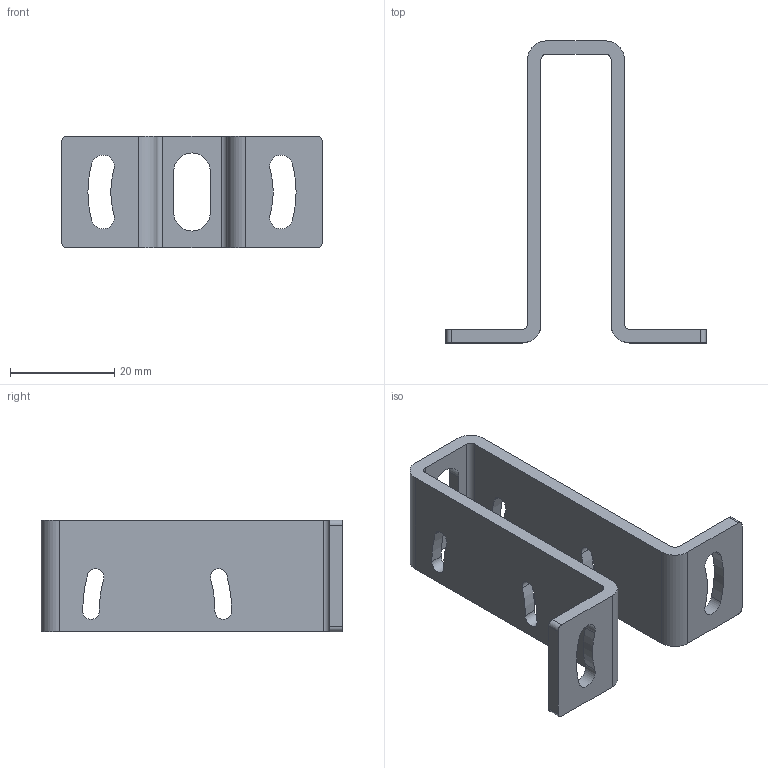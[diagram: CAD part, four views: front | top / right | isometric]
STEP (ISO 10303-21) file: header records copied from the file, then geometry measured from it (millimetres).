
FILE_DESCRIPTION((''),'2;1');
FILE_NAME('CAD-6782','2019-11-07T08:07:31',('creinig-se'),(''),'CREO PARAMETRIC BY PTC INC, 2018420','CREO PARAMETRIC BY PTC INC, 2018420','');
FILE_SCHEMA(('CONFIG_CONTROL_DESIGN','SHAPE_APPEARANCE_LAYERS_GROUPS'));
Length unit declared in the file: millimetre
Products named in the file (1): CAD-6782
Bounding box: 50 x 58 x 21.5 mm (x, y, z)
Volume: 7746.2 mm3; surface area: 7495.8 mm2
Topology: 1 solids, 1 shells, 54 faces, 188 edges, 136 vertices
Faces by surface type: cylinder 38, plane 16
Entity records: 2816 total; most frequent: DIRECTION 406, CARTESIAN_POINT 379, ORIENTED_EDGE 376, PRESENTATION_STYLE_ASSIGNMENT 190, STYLED_ITEM 190, CURVE_STYLE 189, EDGE_CURVE 188, AXIS2_PLACEMENT_3D 163
